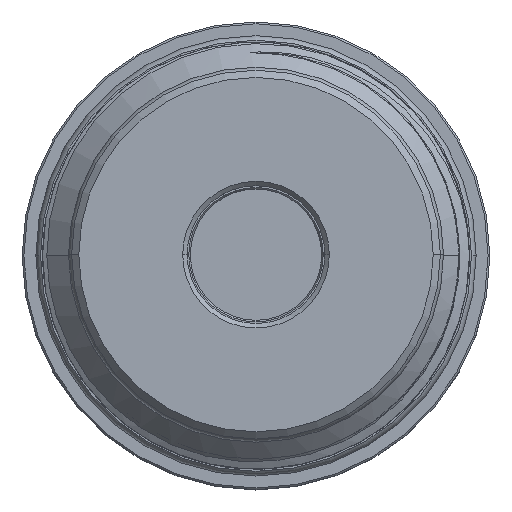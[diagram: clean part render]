
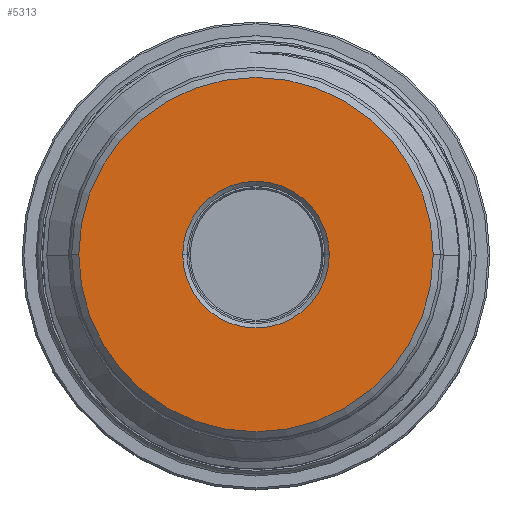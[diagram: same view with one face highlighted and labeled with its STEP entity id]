
A CAD part, top view. The second image highlights one B-rep face of the part: STEP entity #5313.
In plain terms, the highlighted planar face has unit normal (0, 0, 1).
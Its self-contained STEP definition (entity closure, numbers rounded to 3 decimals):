
#81 = CIRCLE ( 'NONE', #4827, 8.21 ) ;
#97 = FACE_BOUND ( 'NONE', #6832, .T. ) ;
#426 = FACE_OUTER_BOUND ( 'NONE', #6880, .T. ) ;
#1531 = VERTEX_POINT ( 'NONE', #4487 ) ;
#1735 = VERTEX_POINT ( 'NONE', #4678 ) ;
#2548 = CARTESIAN_POINT ( 'NONE',  ( 0., 0., 96.16 ) ) ;
#2579 = DIRECTION ( 'NONE',  ( 0., 0., -1. ) ) ;
#2591 = DIRECTION ( 'NONE',  ( -1., 0., 0. ) ) ;
#2613 = PLANE ( 'NONE',  #3189 ) ;
#2933 = CARTESIAN_POINT ( 'NONE',  ( 0., 0., 96.16 ) ) ;
#2934 = DIRECTION ( 'NONE',  ( 0., 0., 1. ) ) ;
#2935 = DIRECTION ( 'NONE',  ( 1., 0., 0. ) ) ;
#2968 = CARTESIAN_POINT ( 'NONE',  ( 8.21, 0., 96.16 ) ) ;
#2973 = CARTESIAN_POINT ( 'NONE',  ( -8.21, 0., 96.16 ) ) ;
#2977 = DIRECTION ( 'NONE',  ( 0., 0., -1. ) ) ;
#3003 = CARTESIAN_POINT ( 'NONE',  ( 0., 0., 96.16 ) ) ;
#3051 = DIRECTION ( 'NONE',  ( -1., 0., 0. ) ) ;
#3189 = AXIS2_PLACEMENT_3D ( 'NONE', #2548, #2579, #2591 ) ;
#3206 = AXIS2_PLACEMENT_3D ( 'NONE', #3003, #2977, #3051 ) ;
#4126 = EDGE_CURVE ( 'NONE', #6597, #6561, #81, .T. ) ;
#4487 = CARTESIAN_POINT ( 'NONE',  ( -19.84, 0., 96.16 ) ) ;
#4678 = CARTESIAN_POINT ( 'NONE',  ( 19.84, 0., 96.16 ) ) ;
#4827 = AXIS2_PLACEMENT_3D ( 'NONE', #5940, #5942, #5919 ) ;
#5044 = AXIS2_PLACEMENT_3D ( 'NONE', #2933, #2934, #2935 ) ;
#5083 = AXIS2_PLACEMENT_3D ( 'NONE', #10281, #10282, #10283 ) ;
#5313 = ADVANCED_FACE ( 'NONE', ( #97, #426 ), #2613, .F. ) ;
#5919 = DIRECTION ( 'NONE',  ( -1., 0., 0. ) ) ;
#5940 = CARTESIAN_POINT ( 'NONE',  ( 0., 0., 96.16 ) ) ;
#5942 = DIRECTION ( 'NONE',  ( 0., 0., -1. ) ) ;
#6274 = ORIENTED_EDGE ( 'NONE', *, *, #7771, .T. ) ;
#6321 = ORIENTED_EDGE ( 'NONE', *, *, #7778, .T. ) ;
#6536 = ORIENTED_EDGE ( 'NONE', *, *, #4126, .T. ) ;
#6561 = VERTEX_POINT ( 'NONE', #2973 ) ;
#6597 = VERTEX_POINT ( 'NONE', #2968 ) ;
#6675 = ORIENTED_EDGE ( 'NONE', *, *, #8036, .T. ) ;
#6832 = EDGE_LOOP ( 'NONE', ( #6536, #6274 ) ) ;
#6880 = EDGE_LOOP ( 'NONE', ( #6321, #6675 ) ) ;
#7217 = CIRCLE ( 'NONE', #5083, 19.84 ) ;
#7421 = CIRCLE ( 'NONE', #3206, 8.21 ) ;
#7549 = CIRCLE ( 'NONE', #5044, 19.84 ) ;
#7771 = EDGE_CURVE ( 'NONE', #6561, #6597, #7421, .T. ) ;
#7778 = EDGE_CURVE ( 'NONE', #1531, #1735, #7549, .T. ) ;
#8036 = EDGE_CURVE ( 'NONE', #1735, #1531, #7217, .T. ) ;
#10281 = CARTESIAN_POINT ( 'NONE',  ( 0., 0., 96.16 ) ) ;
#10282 = DIRECTION ( 'NONE',  ( 0., 0., 1. ) ) ;
#10283 = DIRECTION ( 'NONE',  ( 1., 0., 0. ) ) ;
